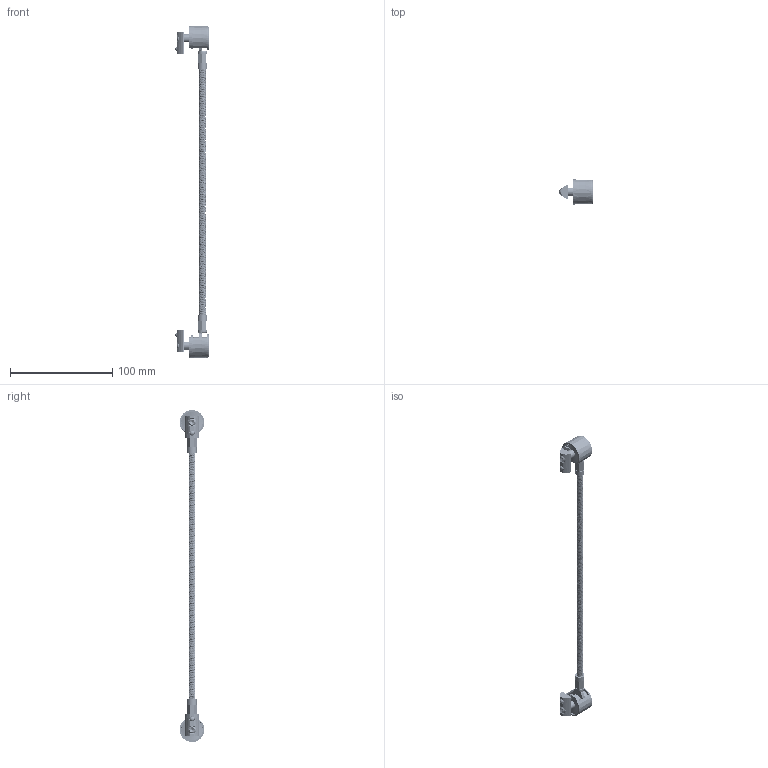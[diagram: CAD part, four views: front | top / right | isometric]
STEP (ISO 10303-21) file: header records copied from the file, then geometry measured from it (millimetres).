
FILE_DESCRIPTION (( 'STEP AP214' ), '1' );
FILE_NAME ('new products093099s03.step', '2017-09-26T12:47:05', ( '' ), ( '' ), 'SwSTEP 2.0', 'SolidWorks 2017', '' );
FILE_SCHEMA (( 'AUTOMOTIVE_DESIGN' ));
Length unit declared in the file: millimetre
Products named in the file (10): 093099r02_093099R03; 093099r021; 093099r022_093099R03R01; 093099r01; 096003_096 008; Hexagon nut ISO 4035 M8_Hexagon Thin Nut ISO 4035; 4DIN916M08030M_DIN 916 - M8 x 30-C; 4din6923m08_4DIN6923M08MS01; 4din6798ad0815m_DIN 6798-A8.4; new products093099s03
Assembly tree (16 placements, depth 3):
  new products093099s03
    4din6798ad0815m_DIN 6798-A8.4  x2
    4din6923m08_4DIN6923M08MS01  x2
    4DIN916M08030M_DIN 916 - M8 x 30-C  x2
    Hexagon nut ISO 4035 M8_Hexagon Thin Nut ISO 4035  x2
    096003_096 008  x2
    093099r01  x2
    093099r02_093099R03
      093099r022_093099R03R01
      093099r021  x2
Bounding box: 33 x 23.98 x 323.98 mm (x, y, z)
Volume: 23140.2 mm3; surface area: 36661.3 mm2
Topology: 51 solids, 51 shells, 820 faces, 2004 edges, 1232 vertices
Faces by surface type: plane 440, bspline 140, cone 96, cylinder 76, torus 60, sphere 8
Entity records: 160465 total; most frequent: CARTESIAN_POINT 149940, ORIENTED_EDGE 2144, DIRECTION 1752, EDGE_CURVE 1072, VERTEX_POINT 683, AXIS2_PLACEMENT_3D 671, EDGE_LOOP 495, ADVANCED_FACE 480
